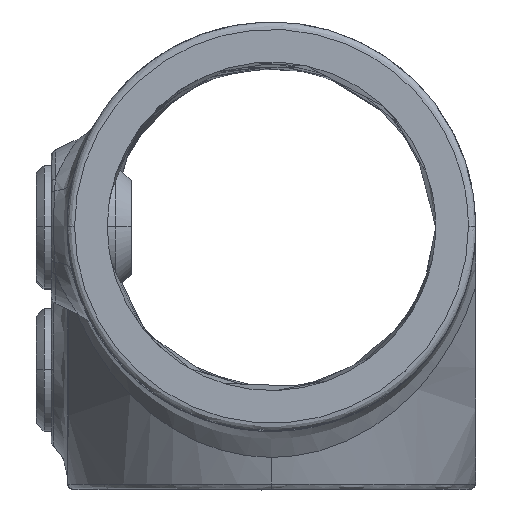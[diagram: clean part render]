
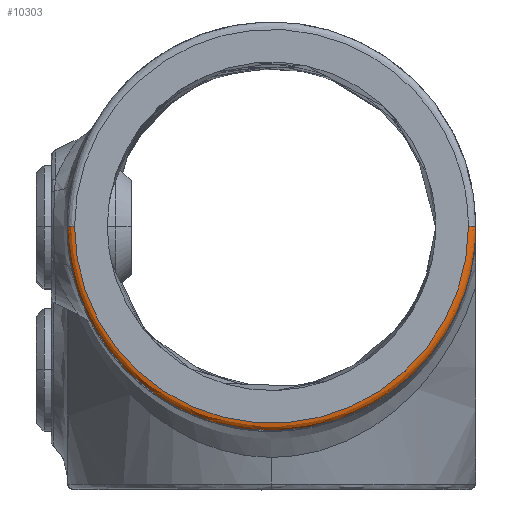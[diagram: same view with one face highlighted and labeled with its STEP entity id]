
A CAD part, top view. The second image highlights one B-rep face of the part: STEP entity #10303.
In plain terms, the highlighted free-form (B-spline) face has degree [3, 3] with [4, 4] control points.
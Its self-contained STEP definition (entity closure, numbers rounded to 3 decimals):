
#166 = CARTESIAN_POINT ( 'NONE',  ( -20.911, -16.044, 90. ) ) ;
#205 = CARTESIAN_POINT ( 'NONE',  ( -23.639, -11.656, 90. ) ) ;
#354 = CARTESIAN_POINT ( 'NONE',  ( 27.295, 0., 88.9 ) ) ;
#999 = CARTESIAN_POINT ( 'NONE',  ( -22.825, -13.179, 90. ) ) ;
#1346 = CARTESIAN_POINT ( 'NONE',  ( -26.2, 0., 89.995 ) ) ;
#1375 = CARTESIAN_POINT ( 'NONE',  ( 26.88, -53.76, 90.063 ) ) ;
#1414 = CARTESIAN_POINT ( 'NONE',  ( -26.88, -53.76, 90.063 ) ) ;
#1554 = ORIENTED_EDGE ( 'NONE', *, *, #2358, .T. ) ;
#1972 = CARTESIAN_POINT ( 'NONE',  ( -26.131, -3.441, 90. ) ) ;
#2060 = CARTESIAN_POINT ( 'NONE',  ( -25.459, -6.82, 90. ) ) ;
#2103 = CARTESIAN_POINT ( 'NONE',  ( -8.473, -24.957, 90. ) ) ;
#2203 = CARTESIAN_POINT ( 'NONE',  ( -26.2, -52.4, 89.995 ) ) ;
#2310 = CARTESIAN_POINT ( 'NONE',  ( -27.363, -54.726, 89.58 ) ) ;
#2358 = EDGE_CURVE ( 'NONE', #8211, #3822, #6765, .T. ) ;
#2699 =( BOUNDED_CURVE ( )  B_SPLINE_CURVE ( 3, ( #11593, #3389, #11795, #5392 ),
 .UNSPECIFIED., .F., .F. ) 
 B_SPLINE_CURVE_WITH_KNOTS ( ( 4, 4 ),
 ( 0., 1.571 ),
 .UNSPECIFIED. ) 
 CURVE ( )  GEOMETRIC_REPRESENTATION_ITEM ( )  RATIONAL_B_SPLINE_CURVE ( ( 0.957, 0.77, 0.77, 0.957 ) ) 
 REPRESENTATION_ITEM ( '' )  );
#2847 = CARTESIAN_POINT ( 'NONE',  ( 13.179, -22.825, 90. ) ) ;
#2961 = CARTESIAN_POINT ( 'NONE',  ( 19.815, -17.379, 90. ) ) ;
#3175 = CARTESIAN_POINT ( 'NONE',  ( 26.88, 0., 90.063 ) ) ;
#3193 = EDGE_CURVE ( 'NONE', #3822, #3760, #2699, .T. ) ;
#3389 = CARTESIAN_POINT ( 'NONE',  ( 27.3, 0., 89.586 ) ) ;
#3580 = CARTESIAN_POINT ( 'NONE',  ( -27.3, 0., 89.586 ) ) ;
#3760 = VERTEX_POINT ( 'NONE', #8503 ) ;
#3784 = CARTESIAN_POINT ( 'NONE',  ( -13.179, -22.825, 90. ) ) ;
#3822 = VERTEX_POINT ( 'NONE', #6209 ) ;
#3830 = CARTESIAN_POINT ( 'NONE',  ( -16.044, -20.911, 90. ) ) ;
#3883 = ORIENTED_EDGE ( 'NONE', *, *, #10867, .F. ) ;
#3915 = CARTESIAN_POINT ( 'NONE',  ( 8.473, -24.957, 90. ) ) ;
#4571 =( BOUNDED_SURFACE ( )  B_SPLINE_SURFACE ( 3, 3, ( 
 ( #1346, #2203, #7607, #5994 ),
 ( #6700, #1414, #1375, #3175 ),
 ( #8551, #2310, #5954, #10496 ),
 ( #5032, #8709, #7688, #354 ) ),
 .UNSPECIFIED., .F., .F., .F. ) 
 B_SPLINE_SURFACE_WITH_KNOTS ( ( 4, 4 ),
 ( 4, 4 ),
 ( 0., 1. ),
 ( 0., 1. ),
 .UNSPECIFIED. ) 
 GEOMETRIC_REPRESENTATION_ITEM ( )  RATIONAL_B_SPLINE_SURFACE ( (
 ( 1., 0.333, 0.333, 1.),
 ( 0.755, 0.252, 0.252, 0.755),
 ( 0.755, 0.252, 0.252, 0.755),
 ( 1., 0.333, 0.333, 1.) ) ) 
 REPRESENTATION_ITEM ( '' )  SURFACE ( )  );
#4644 = CARTESIAN_POINT ( 'NONE',  ( -3.441, -26.131, 90. ) ) ;
#4732 = CARTESIAN_POINT ( 'NONE',  ( -1.723, -26.3, 90. ) ) ;
#4779 = CARTESIAN_POINT ( 'NONE',  ( -26.3, 0., 90. ) ) ;
#4821 = CARTESIAN_POINT ( 'NONE',  ( 23.639, -11.656, 90. ) ) ;
#4974 = CARTESIAN_POINT ( 'NONE',  ( 26.131, -3.441, 90. ) ) ;
#5032 = CARTESIAN_POINT ( 'NONE',  ( -27.295, 0., 88.9 ) ) ;
#5373 = CARTESIAN_POINT ( 'NONE',  ( -26.886, 0., 90. ) ) ;
#5392 = CARTESIAN_POINT ( 'NONE',  ( 26.3, 0., 90. ) ) ;
#5467 = CARTESIAN_POINT ( 'NONE',  ( -27.3, -54.6, 89. ) ) ;
#5488 = ORIENTED_EDGE ( 'NONE', *, *, #9768, .T. ) ;
#5610 = CARTESIAN_POINT ( 'NONE',  ( 16.044, -20.911, 90. ) ) ;
#5703 = CARTESIAN_POINT ( 'NONE',  ( 22.825, -13.179, 90. ) ) ;
#5825 = CARTESIAN_POINT ( 'NONE',  ( 26.3, 0., 90. ) ) ;
#5954 = CARTESIAN_POINT ( 'NONE',  ( 27.363, -54.726, 89.58 ) ) ;
#5994 = CARTESIAN_POINT ( 'NONE',  ( 26.2, 0., 89.995 ) ) ;
#6209 = CARTESIAN_POINT ( 'NONE',  ( 27.3, 0., 89. ) ) ;
#6361 = FACE_OUTER_BOUND ( 'NONE', #7678, .T. ) ;
#6569 = CARTESIAN_POINT ( 'NONE',  ( 1.723, -26.3, 90. ) ) ;
#6607 = CARTESIAN_POINT ( 'NONE',  ( 6.82, -25.459, 90. ) ) ;
#6700 = CARTESIAN_POINT ( 'NONE',  ( -26.88, 0., 90.063 ) ) ;
#6765 =( BOUNDED_CURVE ( )  B_SPLINE_CURVE ( 3, ( #10969, #5467, #10089, #7225 ),
 .UNSPECIFIED., .F., .F. ) 
 B_SPLINE_CURVE_WITH_KNOTS ( ( 4, 4 ),
 ( 3.142, 6.283 ),
 .UNSPECIFIED. ) 
 CURVE ( )  GEOMETRIC_REPRESENTATION_ITEM ( )  RATIONAL_B_SPLINE_CURVE ( ( 0.957, 0.319, 0.319, 0.957 ) ) 
 REPRESENTATION_ITEM ( '' )  );
#6984 = ORIENTED_EDGE ( 'NONE', *, *, #3193, .T. ) ;
#7225 = CARTESIAN_POINT ( 'NONE',  ( 27.3, 0., 89. ) ) ;
#7343 = CARTESIAN_POINT ( 'NONE',  ( -17.379, -19.815, 90. ) ) ;
#7607 = CARTESIAN_POINT ( 'NONE',  ( 26.2, -52.4, 89.995 ) ) ;
#7678 = EDGE_LOOP ( 'NONE', ( #6984, #3883, #5488, #1554 ) ) ;
#7688 = CARTESIAN_POINT ( 'NONE',  ( 27.295, -54.59, 88.9 ) ) ;
#7707 = CARTESIAN_POINT ( 'NONE',  ( 26.3, -1.723, 90. ) ) ;
#7759 =( BOUNDED_CURVE ( )  B_SPLINE_CURVE ( 3, ( #8115, #5373, #3580, #9984 ),
 .UNSPECIFIED., .F., .F. ) 
 B_SPLINE_CURVE_WITH_KNOTS ( ( 4, 4 ),
 ( 0., 1.571 ),
 .UNSPECIFIED. ) 
 CURVE ( )  GEOMETRIC_REPRESENTATION_ITEM ( )  RATIONAL_B_SPLINE_CURVE ( ( 0.957, 0.77, 0.77, 0.957 ) ) 
 REPRESENTATION_ITEM ( '' )  );
#8115 = CARTESIAN_POINT ( 'NONE',  ( -26.3, 0., 90. ) ) ;
#8211 = VERTEX_POINT ( 'NONE', #9253 ) ;
#8281 = CARTESIAN_POINT ( 'NONE',  ( 11.656, -23.639, 90. ) ) ;
#8402 = CARTESIAN_POINT ( 'NONE',  ( -19.815, -17.379, 90. ) ) ;
#8503 = CARTESIAN_POINT ( 'NONE',  ( 26.3, 0., 90. ) ) ;
#8551 = CARTESIAN_POINT ( 'NONE',  ( -27.363, 0., 89.58 ) ) ;
#8709 = CARTESIAN_POINT ( 'NONE',  ( -27.295, -54.59, 88.9 ) ) ;
#9210 = CARTESIAN_POINT ( 'NONE',  ( 25.459, -6.82, 90. ) ) ;
#9253 = CARTESIAN_POINT ( 'NONE',  ( -27.3, 0., 89. ) ) ;
#9254 = CARTESIAN_POINT ( 'NONE',  ( -26.3, -1.723, 90. ) ) ;
#9284 = B_SPLINE_CURVE_WITH_KNOTS ( 'NONE', 3,
 ( #4779, #9254, #1972, #2060, #9300, #205, #999, #166, #8402, #7343, #3830, #3784, #10226, #2103, #11191, #4644, #4732, #6569, #11057, #6607, #3915, #8281, #2847, #5610, #10314, #2961, #9338, #5703, #4821, #11226, #9210, #4974, #7707, #5825 ),
 .UNSPECIFIED., .F., .F.,
 ( 4, 2, 2, 2, 2, 2, 2, 2, 2, 2, 2, 2, 2, 2, 2, 2, 4 ),
 ( 3.142, 3.338, 3.534, 3.731, 3.927, 4.123, 4.32, 4.516, 4.712, 4.909, 5.105, 5.301, 5.498, 5.694, 5.89, 6.087, 6.283 ),
 .UNSPECIFIED. ) ;
#9300 = CARTESIAN_POINT ( 'NONE',  ( -24.957, -8.473, 90. ) ) ;
#9338 = CARTESIAN_POINT ( 'NONE',  ( 20.911, -16.044, 90. ) ) ;
#9768 = EDGE_CURVE ( 'NONE', #11823, #8211, #7759, .T. ) ;
#9984 = CARTESIAN_POINT ( 'NONE',  ( -27.3, 0., 89. ) ) ;
#10089 = CARTESIAN_POINT ( 'NONE',  ( 27.3, -54.6, 89. ) ) ;
#10226 = CARTESIAN_POINT ( 'NONE',  ( -11.656, -23.639, 90. ) ) ;
#10303 = ADVANCED_FACE ( 'NONE', ( #6361 ), #4571, .T. ) ;
#10314 = CARTESIAN_POINT ( 'NONE',  ( 17.379, -19.815, 90. ) ) ;
#10496 = CARTESIAN_POINT ( 'NONE',  ( 27.363, 0., 89.58 ) ) ;
#10867 = EDGE_CURVE ( 'NONE', #11823, #3760, #9284, .T. ) ;
#10969 = CARTESIAN_POINT ( 'NONE',  ( -27.3, 0., 89. ) ) ;
#11057 = CARTESIAN_POINT ( 'NONE',  ( 3.441, -26.131, 90. ) ) ;
#11101 = CARTESIAN_POINT ( 'NONE',  ( -26.3, 0., 90. ) ) ;
#11191 = CARTESIAN_POINT ( 'NONE',  ( -6.82, -25.459, 90. ) ) ;
#11226 = CARTESIAN_POINT ( 'NONE',  ( 24.957, -8.473, 90. ) ) ;
#11593 = CARTESIAN_POINT ( 'NONE',  ( 27.3, 0., 89. ) ) ;
#11795 = CARTESIAN_POINT ( 'NONE',  ( 26.886, 0., 90. ) ) ;
#11823 = VERTEX_POINT ( 'NONE', #11101 ) ;
